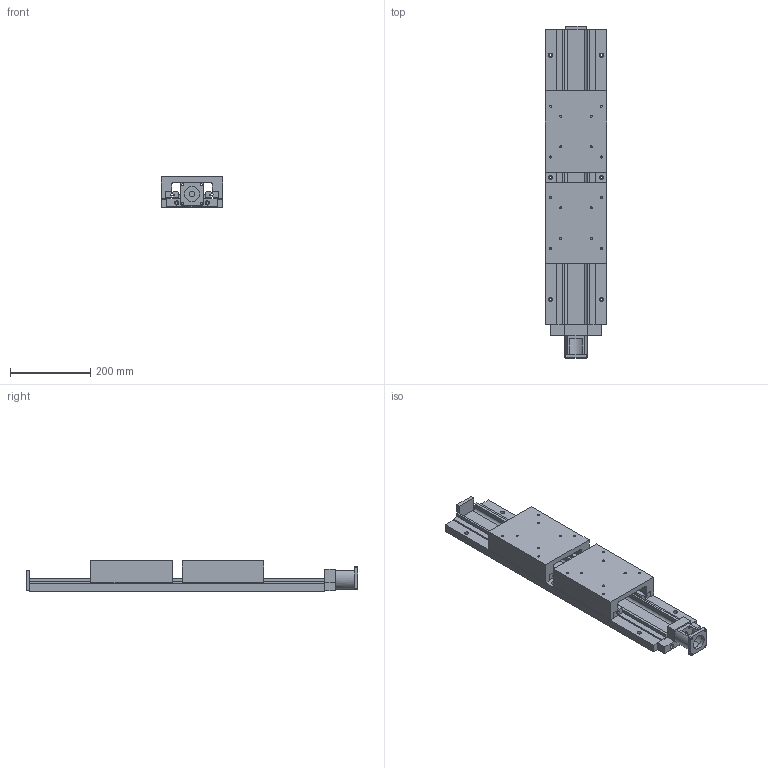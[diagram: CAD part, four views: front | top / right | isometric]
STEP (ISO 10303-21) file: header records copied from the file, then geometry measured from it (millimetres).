
FILE_DESCRIPTION((''),'2;1');
FILE_NAME('DHV6-29-6.stp','2004-02-11T16:20:44',('raulmb'),(''),'Autodesk Inventor (tm) 5.3','Autodesk Inventor (tm) 5.3','');
FILE_SCHEMA(('CONFIG_CONTROL_DESIGN'));
Length unit declared in the file: inch
Products named in the file (7): DHV6-29-6; DHV6-29-6 PART1; DHV6-29-6 TOP-PLATE; DHV6-29-6 RAIL-1; DHV6-29-6 END-PLATE-A; DHV6-29-6 ~~MTRBRKT23; DHV6-29-6 END-PLATE-B
Assembly tree (14 placements, depth 2):
  DHV6-29-6
    DHV6-29-6 PART1
    DHV6-29-6 TOP-PLATE  x2
    DHV6-29-6 RAIL-1  x8
    DHV6-29-6 END-PLATE-A
    DHV6-29-6 ~~MTRBRKT23
    DHV6-29-6 END-PLATE-B
Bounding box: 152.3 x 828.67 x 76.2 mm (x, y, z)
Volume: 4249849.7 mm3; surface area: 670302.7 mm2
Topology: 14 solids, 14 shells, 341 faces, 888 edges, 571 vertices
Faces by surface type: plane 205, bspline 118, cylinder 18
Entity records: 8076 total; most frequent: CARTESIAN_POINT 2479, ORIENTED_EDGE 944, DIRECTION 879, EDGE_CURVE 472, VERTEX_POINT 311, VECTOR 297, LINE 297, AXIS2_PLACEMENT_3D 291
